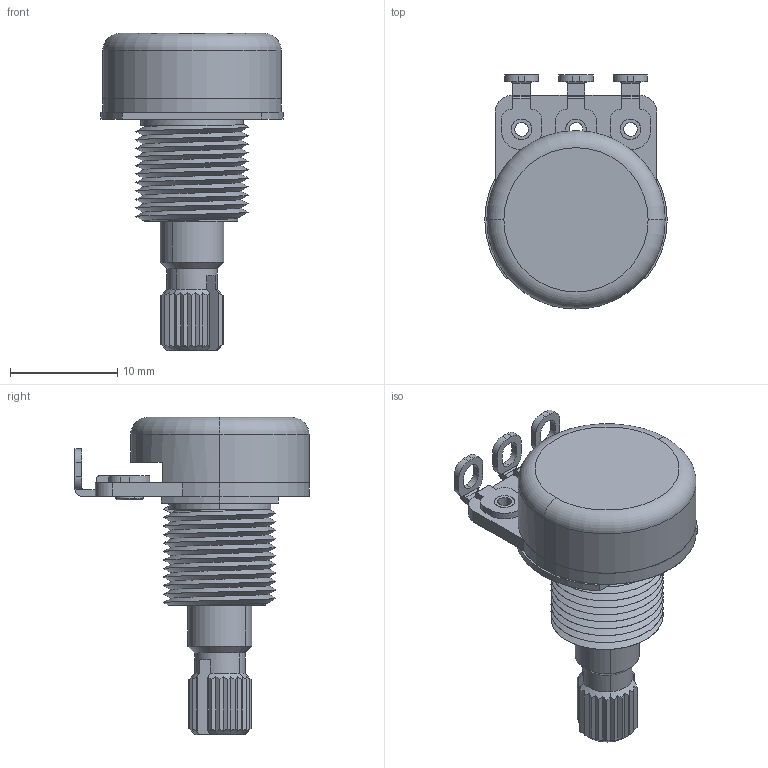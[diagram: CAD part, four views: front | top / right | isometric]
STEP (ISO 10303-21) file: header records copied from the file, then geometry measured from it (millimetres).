
FILE_DESCRIPTION(/* description */ (''),/* implementation_level */ '2;1');
FILE_NAME(/* name */ 'Single_Pot v2.step',/* time_stamp */ '2019-03-15T16:53:27+00:00',/* author */ ('adamshortuk'),/* organization */ (''),/* preprocessor_version */ 'ST-DEVELOPER v17.2',/* originating_system */ 'Autodesk Translation Framework v7.6.0.251',/* authorisation */ '');
FILE_SCHEMA (('AUTOMOTIVE_DESIGN { 1 0 10303 214 3 1 1 }'));
Length unit declared in the file: millimetre
Products named in the file (9): Single_Pot; Single_Pot_1; Body; PCB; Plate; Shaft; Wire_Tab; Rivet; Barrell2
Assembly tree (12 placements, depth 3):
  Single_Pot
    Single_Pot_1
      Body
      PCB
      Plate
      Shaft
      Wire_Tab  x3
      Rivet  x3
      Barrell2
Bounding box: 17.02 x 21.84 x 29.59 mm (x, y, z)
Surface area: 3591.7 mm2 (no closed solid volume)
Topology: 0 solids, 267 shells, 267 faces, 1355 edges, 1355 vertices
Faces by surface type: plane 142, cylinder 97, torus 16, cone 8, bspline 4
Entity records: 18824 total; most frequent: CARTESIAN_POINT 11688, DIRECTION 1294, VERTEX_POINT 883, EDGE_CURVE 883, ORIENTED_EDGE 883, LINE 440, VECTOR 440, AXIS2_PLACEMENT_3D 427
